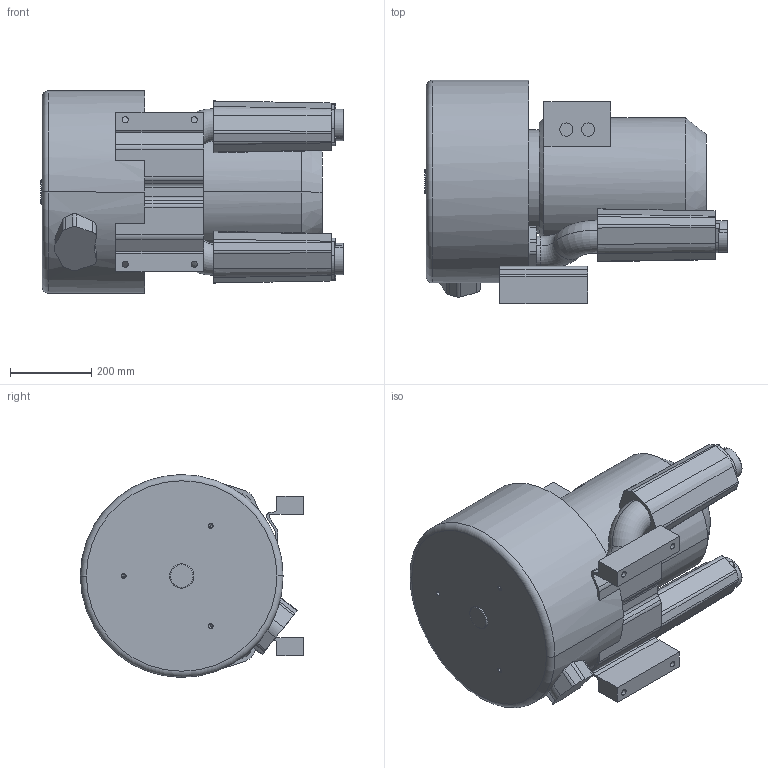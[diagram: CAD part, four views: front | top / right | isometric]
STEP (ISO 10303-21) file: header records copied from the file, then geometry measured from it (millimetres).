
FILE_DESCRIPTION((''),'2;1');
FILE_NAME('VSC0880_2PT112_GEWFL_ASM','2014-07-09T',('rnennstiel'),('vacuvane vacuum technology gmbh'),'PRO/ENGINEER BY PARAMETRIC TECHNOLOGY CORPORATION, 2010140','PRO/ENGINEER BY PARAMETRIC TECHNOLOGY CORPORATION, 2010140','');
FILE_SCHEMA(('AUTOMOTIVE_DESIGN_CC2 { 1 2 10303 214 -1 1 5 2 }'));
Length unit declared in the file: millimetre
Products named in the file (3): VSC0880_2PT112_7; GEWINDEFLANSCH_2_1_2_ZOLL; VSC0880_2PT112_GEWFL_ASM
Assembly tree (3 placements, depth 2):
  VSC0880_2PT112_GEWFL_ASM
    VSC0880_2PT112_7
    GEWINDEFLANSCH_2_1_2_ZOLL  x2
Bounding box: 746.4 x 550.81 x 500 mm (x, y, z)
Volume: 88312518.3 mm3; surface area: 2355492.8 mm2
Topology: 3 solids, 16 shells, 1037 faces, 2810 edges, 1850 vertices
Faces by surface type: extrusion 414, plane 369, cylinder 190, cone 44, torus 20
Entity records: 35556 total; most frequent: CARTESIAN_POINT 11219, ORIENTED_EDGE 5376, DIRECTION 3875, EDGE_CURVE 2712, VERTEX_POINT 1800, VECTOR 1701, B_SPLINE_CURVE_WITH_KNOTS 1357, LINE 1287
